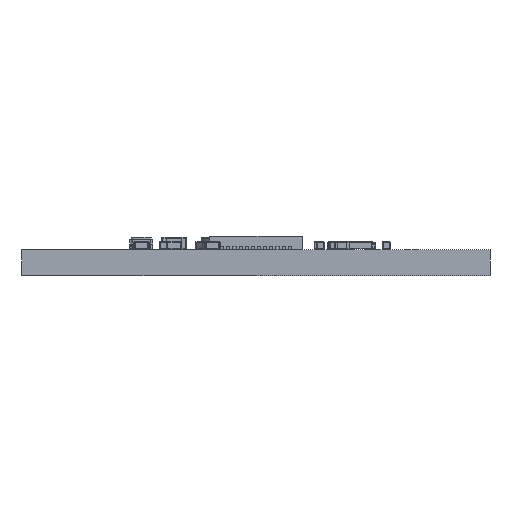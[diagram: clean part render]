
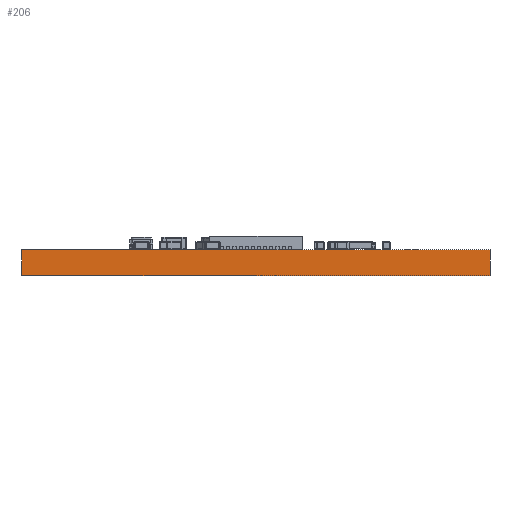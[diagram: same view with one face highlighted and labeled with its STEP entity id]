
A CAD part, front view. The second image highlights one B-rep face of the part: STEP entity #206.
In plain terms, the highlighted planar face has unit normal (0, -1, 0).
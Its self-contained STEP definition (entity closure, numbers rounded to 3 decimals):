
#108 = EDGE_CURVE('',#109,#111,#113,.T.);
#109 = VERTEX_POINT('',#110);
#110 = CARTESIAN_POINT('',(-15.24,-20.32,-1.692));
#111 = VERTEX_POINT('',#112);
#112 = CARTESIAN_POINT('',(-15.24,-20.32,0.));
#113 = LINE('',#114,#115);
#114 = CARTESIAN_POINT('',(-15.24,-20.32,-1.692));
#115 = VECTOR('',#116,1.);
#116 = DIRECTION('',(0.,0.,1.));
#181 = VERTEX_POINT('',#182);
#182 = CARTESIAN_POINT('',(15.24,-20.32,0.));
#188 = EDGE_CURVE('',#189,#181,#191,.T.);
#189 = VERTEX_POINT('',#190);
#190 = CARTESIAN_POINT('',(15.24,-20.32,-1.692));
#191 = LINE('',#192,#193);
#192 = CARTESIAN_POINT('',(15.24,-20.32,-1.692));
#193 = VECTOR('',#194,1.);
#194 = DIRECTION('',(0.,0.,1.));
#206 = ADVANCED_FACE('',(#207),#223,.T.);
#207 = FACE_BOUND('',#208,.T.);
#208 = EDGE_LOOP('',(#209,#210,#216,#217));
#209 = ORIENTED_EDGE('',*,*,#188,.T.);
#210 = ORIENTED_EDGE('',*,*,#211,.T.);
#211 = EDGE_CURVE('',#181,#111,#212,.T.);
#212 = LINE('',#213,#214);
#213 = CARTESIAN_POINT('',(15.24,-20.32,0.));
#214 = VECTOR('',#215,1.);
#215 = DIRECTION('',(-1.,0.,0.));
#216 = ORIENTED_EDGE('',*,*,#108,.F.);
#217 = ORIENTED_EDGE('',*,*,#218,.F.);
#218 = EDGE_CURVE('',#189,#109,#219,.T.);
#219 = LINE('',#220,#221);
#220 = CARTESIAN_POINT('',(15.24,-20.32,-1.692));
#221 = VECTOR('',#222,1.);
#222 = DIRECTION('',(-1.,0.,0.));
#223 = PLANE('',#224);
#224 = AXIS2_PLACEMENT_3D('',#225,#226,#227);
#225 = CARTESIAN_POINT('',(15.24,-20.32,-1.692));
#226 = DIRECTION('',(0.,-1.,0.));
#227 = DIRECTION('',(-1.,0.,0.));
